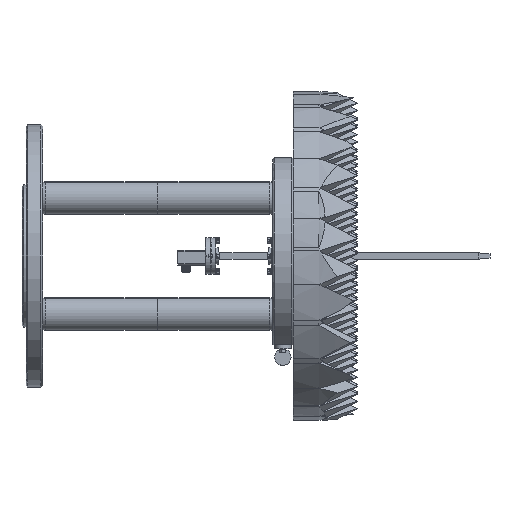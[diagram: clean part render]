
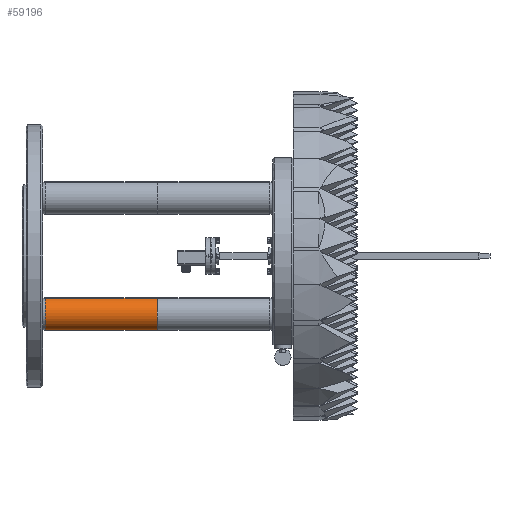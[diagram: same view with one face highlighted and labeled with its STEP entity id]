
A CAD part, left-side view. The second image highlights one B-rep face of the part: STEP entity #59196.
In plain terms, the highlighted cylindrical face has radius 12.7 mm (diameter 25.4 mm), a partial arc.
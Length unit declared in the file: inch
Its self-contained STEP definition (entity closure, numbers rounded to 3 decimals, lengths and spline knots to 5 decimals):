
#967 = EDGE_LOOP ( 'NONE', ( #10507, #28878, #20818, #26566 ) ) ;
#3009 = CIRCLE ( 'NONE', #30746, 0.5 ) ;
#3888 = DIRECTION ( 'NONE',  ( 0.286, 0., -0.958 ) ) ;
#4853 = VERTEX_POINT ( 'NONE', #18066 ) ;
#6636 = EDGE_CURVE ( 'NONE', #25211, #38454, #12246, .T. ) ;
#8378 = CYLINDRICAL_SURFACE ( 'NONE', #52226, 0.5 ) ;
#9243 = DIRECTION ( 'NONE',  ( -0.286, 0., 0.958 ) ) ;
#9877 = LINE ( 'NONE', #38415, #16236 ) ;
#10507 = ORIENTED_EDGE ( 'NONE', *, *, #53571, .F. ) ;
#12246 = LINE ( 'NONE', #31752, #59179 ) ;
#15578 = EDGE_CURVE ( 'NONE', #35678, #4853, #9877, .T. ) ;
#16236 = VECTOR ( 'NONE', #33903, 39.37008 ) ;
#17690 = CARTESIAN_POINT ( 'NONE',  ( -1.76777, -3.49, -1.76777 ) ) ;
#18066 = CARTESIAN_POINT ( 'NONE',  ( -1.91088, -0.09, -1.28869 ) ) ;
#20818 = ORIENTED_EDGE ( 'NONE', *, *, #34501, .F. ) ;
#25211 = VERTEX_POINT ( 'NONE', #34434 ) ;
#26566 = ORIENTED_EDGE ( 'NONE', *, *, #15578, .T. ) ;
#26701 = CARTESIAN_POINT ( 'NONE',  ( -1.76777, -6.28594, -1.76777 ) ) ;
#28878 = ORIENTED_EDGE ( 'NONE', *, *, #6636, .T. ) ;
#30746 = AXIS2_PLACEMENT_3D ( 'NONE', #31787, #41081, #41664 ) ;
#31487 = FACE_OUTER_BOUND ( 'NONE', #967, .T. ) ;
#31752 = CARTESIAN_POINT ( 'NONE',  ( -1.62465, -0.09, -2.24685 ) ) ;
#31787 = CARTESIAN_POINT ( 'NONE',  ( -1.76777, -0.09, -1.76777 ) ) ;
#32366 = DIRECTION ( 'NONE',  ( 0., -1., 0. ) ) ;
#33903 = DIRECTION ( 'NONE',  ( 0., 1., 0. ) ) ;
#34434 = CARTESIAN_POINT ( 'NONE',  ( -1.62465, -0.09, -2.24685 ) ) ;
#34501 = EDGE_CURVE ( 'NONE', #35678, #38454, #46609, .T. ) ;
#35678 = VERTEX_POINT ( 'NONE', #37114 ) ;
#37114 = CARTESIAN_POINT ( 'NONE',  ( -1.91088, -3.49, -1.28869 ) ) ;
#37503 = CARTESIAN_POINT ( 'NONE',  ( -1.62465, -3.49, -2.24685 ) ) ;
#38415 = CARTESIAN_POINT ( 'NONE',  ( -1.91088, -3.49, -1.28869 ) ) ;
#38454 = VERTEX_POINT ( 'NONE', #37503 ) ;
#40885 = AXIS2_PLACEMENT_3D ( 'NONE', #17690, #32366, #9243 ) ;
#41081 = DIRECTION ( 'NONE',  ( 0., 1., 0. ) ) ;
#41664 = DIRECTION ( 'NONE',  ( 0.286, 0., -0.958 ) ) ;
#45002 = DIRECTION ( 'NONE',  ( 0., -1., 0. ) ) ;
#46609 = CIRCLE ( 'NONE', #40885, 0.5 ) ;
#50327 = DIRECTION ( 'NONE',  ( 0., -1., 0. ) ) ;
#52226 = AXIS2_PLACEMENT_3D ( 'NONE', #26701, #45002, #3888 ) ;
#53571 = EDGE_CURVE ( 'NONE', #25211, #4853, #3009, .T. ) ;
#59179 = VECTOR ( 'NONE', #50327, 39.37008 ) ;
#59196 = ADVANCED_FACE ( 'NONE', ( #31487 ), #8378, .T. ) ;
